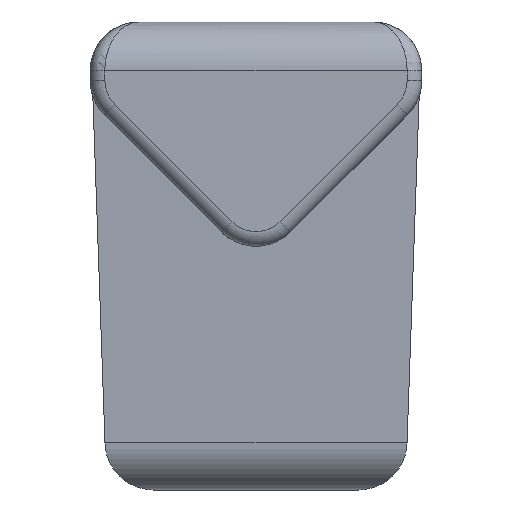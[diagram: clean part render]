
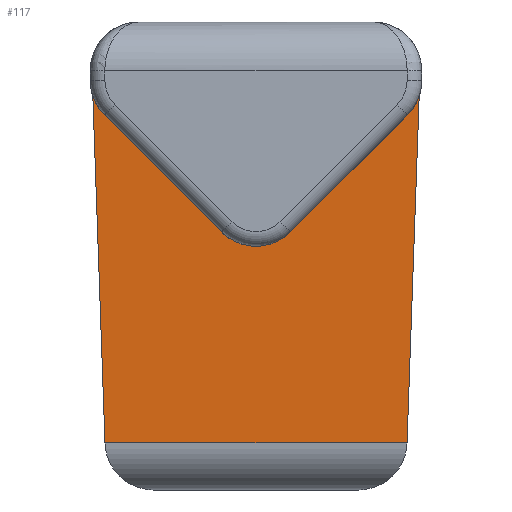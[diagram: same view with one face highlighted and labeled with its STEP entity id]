
A CAD part, left-side view. The second image highlights one B-rep face of the part: STEP entity #117.
In plain terms, the highlighted planar face has unit normal (-0.999, 0, -0.035).
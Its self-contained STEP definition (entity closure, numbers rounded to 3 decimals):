
#117=ADVANCED_FACE('',(#313),#314,.F.);
#313=FACE_OUTER_BOUND('',#587,.T.);
#314=PLANE('',#588);
#587=EDGE_LOOP('',(#8377,#8378,#8379,#8380,#8381,#8382,#8383,#8384));
#588=AXIS2_PLACEMENT_3D('',#8385,#8386,#8387);
#8377=ORIENTED_EDGE('',*,*,#9099,.F.);
#8378=ORIENTED_EDGE('',*,*,#9100,.F.);
#8379=ORIENTED_EDGE('',*,*,#9101,.T.);
#8380=ORIENTED_EDGE('',*,*,#9102,.T.);
#8381=ORIENTED_EDGE('',*,*,#9103,.T.);
#8382=ORIENTED_EDGE('',*,*,#9104,.T.);
#8383=ORIENTED_EDGE('',*,*,#9105,.T.);
#8384=ORIENTED_EDGE('',*,*,#9106,.F.);
#8385=CARTESIAN_POINT('',(-4.972,1.725,-0.799));
#8386=DIRECTION('',(0.999,0.,0.035));
#8387=DIRECTION('',(0.,1.0,0.));
#9099=EDGE_CURVE('',#9394,#9395,#9396,.F.);
#9100=EDGE_CURVE('',#9397,#9394,#9398,.T.);
#9101=EDGE_CURVE('',#9397,#9399,#9400,.T.);
#9102=EDGE_CURVE('',#9399,#9401,#9402,.F.);
#9103=EDGE_CURVE('',#9401,#9403,#9404,.T.);
#9104=EDGE_CURVE('',#9403,#9405,#9406,.F.);
#9105=EDGE_CURVE('',#9405,#9407,#9408,.T.);
#9106=EDGE_CURVE('',#9395,#9407,#9409,.T.);
#9394=VERTEX_POINT('',#9824);
#9395=VERTEX_POINT('',#9825);
#9396=LINE('',#9826,#9827);
#9397=VERTEX_POINT('',#9828);
#9398=LINE('',#9829,#9830);
#9399=VERTEX_POINT('',#9831);
#9400=ELLIPSE('',#9832,0.5,0.5);
#9401=VERTEX_POINT('',#9833);
#9402=LINE('',#9834,#9835);
#9403=VERTEX_POINT('',#9836);
#9404=ELLIPSE('',#9837,0.5,0.5);
#9405=VERTEX_POINT('',#9838);
#9406=LINE('',#9839,#9840);
#9407=VERTEX_POINT('',#9841);
#9408=ELLIPSE('',#9842,0.5,0.5);
#9409=LINE('',#9843,#9844);
#9824=CARTESIAN_POINT('',(-4.849,-1.549,-4.317));
#9825=CARTESIAN_POINT('',(-4.849,1.549,-4.317));
#9826=CARTESIAN_POINT('',(-4.849,-1.551,-4.317));
#9827=VECTOR('',#10581,1.0);
#9828=CARTESIAN_POINT('',(-4.973,-1.673,-0.761));
#9829=CARTESIAN_POINT('',(-4.984,-1.684,-0.459));
#9830=VECTOR('',#10582,1.0);
#9831=CARTESIAN_POINT('',(-4.967,-1.554,-0.954));
#9832=AXIS2_PLACEMENT_3D('',#10583,#10584,#10585);
#9833=CARTESIAN_POINT('',(-4.925,-0.354,-2.154));
#9834=CARTESIAN_POINT('',(-4.94,-0.802,-1.705));
#9835=VECTOR('',#10586,1.0);
#9836=CARTESIAN_POINT('',(-4.925,0.354,-2.154));
#9837=AXIS2_PLACEMENT_3D('',#10587,#10588,#10589);
#9838=CARTESIAN_POINT('',(-4.967,1.554,-0.954));
#9839=CARTESIAN_POINT('',(-4.948,1.005,-1.502));
#9840=VECTOR('',#10590,1.0);
#9841=CARTESIAN_POINT('',(-4.973,1.673,-0.761));
#9842=AXIS2_PLACEMENT_3D('',#10591,#10592,#10593);
#9843=CARTESIAN_POINT('',(-4.98,1.68,-0.573));
#9844=VECTOR('',#10594,1.0);
#10581=DIRECTION('',(0.,-1.0,0.));
#10582=DIRECTION('',(0.035,0.035,-0.999));
#10583=CARTESIAN_POINT('',(-4.979,-1.2,-0.6));
#10584=DIRECTION('',(0.999,0.,0.035));
#10585=DIRECTION('',(0.035,0.,-0.999));
#10586=DIRECTION('',(-0.025,-0.707,0.707));
#10587=CARTESIAN_POINT('',(-4.937,0.,-1.8));
#10588=DIRECTION('',(0.999,0.,0.035));
#10589=DIRECTION('',(0.035,0.,-0.999));
#10590=DIRECTION('',(0.025,-0.707,-0.707));
#10591=CARTESIAN_POINT('',(-4.979,1.2,-0.6));
#10592=DIRECTION('',(0.999,0.,0.035));
#10593=DIRECTION('',(0.035,0.,-0.999));
#10594=DIRECTION('',(-0.035,0.035,0.999));
